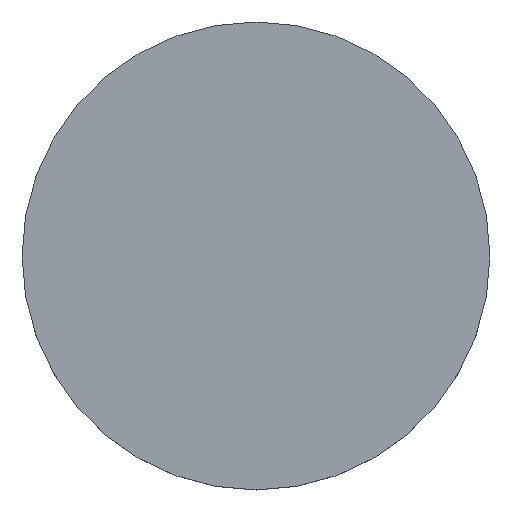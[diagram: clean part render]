
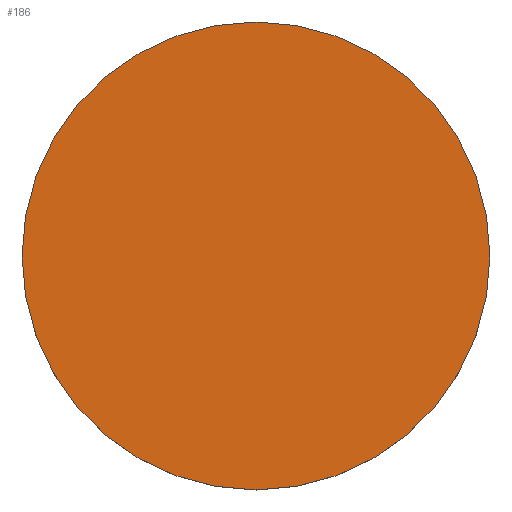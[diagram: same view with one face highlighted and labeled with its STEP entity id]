
A CAD part, top view. The second image highlights one B-rep face of the part: STEP entity #186.
In plain terms, the highlighted planar face has unit normal (0, 0, 1).
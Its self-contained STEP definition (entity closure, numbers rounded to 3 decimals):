
#12 = CARTESIAN_POINT ( 'NONE',  ( 12.7, 0., 3. ) ) ;
#23 = EDGE_CURVE ( 'NONE', #131, #79, #140, .T. ) ;
#31 = CIRCLE ( 'NONE', #128, 12.7 ) ;
#36 = DIRECTION ( 'NONE',  ( 0., 0., -1. ) ) ;
#50 = ORIENTED_EDGE ( 'NONE', *, *, #23, .F. ) ;
#76 = CARTESIAN_POINT ( 'NONE',  ( 0., 26.112, 3. ) ) ;
#79 = VERTEX_POINT ( 'NONE', #151 ) ;
#95 = DIRECTION ( 'NONE',  ( 0., 0., 1. ) ) ;
#98 = AXIS2_PLACEMENT_3D ( 'NONE', #219, #223, #111 ) ;
#111 = DIRECTION ( 'NONE',  ( 1., 0., 0. ) ) ;
#115 = EDGE_CURVE ( 'NONE', #79, #131, #31, .T. ) ;
#124 = DIRECTION ( 'NONE',  ( 1., 0., 0. ) ) ;
#128 = AXIS2_PLACEMENT_3D ( 'NONE', #173, #36, #204 ) ;
#131 = VERTEX_POINT ( 'NONE', #12 ) ;
#134 = ORIENTED_EDGE ( 'NONE', *, *, #115, .F. ) ;
#140 = CIRCLE ( 'NONE', #98, 12.7 ) ;
#143 = PLANE ( 'NONE',  #147 ) ;
#147 = AXIS2_PLACEMENT_3D ( 'NONE', #76, #95, #124 ) ;
#151 = CARTESIAN_POINT ( 'NONE',  ( -12.7, 0., 3. ) ) ;
#163 = EDGE_LOOP ( 'NONE', ( #50, #134 ) ) ;
#168 = FACE_OUTER_BOUND ( 'NONE', #163, .T. ) ;
#173 = CARTESIAN_POINT ( 'NONE',  ( 0., 0., 3. ) ) ;
#186 = ADVANCED_FACE ( 'NONE', ( #168 ), #143, .T. ) ;
#204 = DIRECTION ( 'NONE',  ( 1., 0., 0. ) ) ;
#219 = CARTESIAN_POINT ( 'NONE',  ( 0., 0., 3. ) ) ;
#223 = DIRECTION ( 'NONE',  ( 0., 0., -1. ) ) ;
